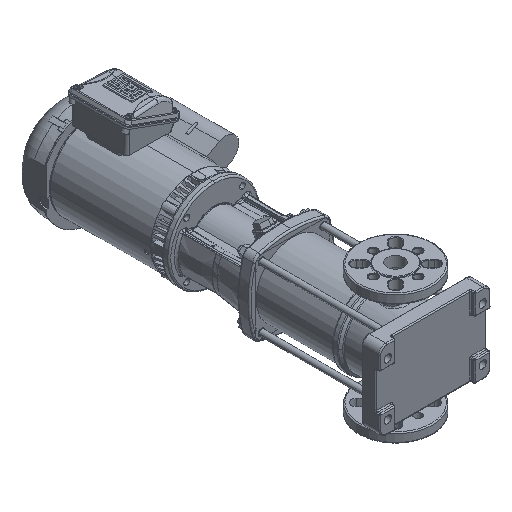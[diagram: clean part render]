
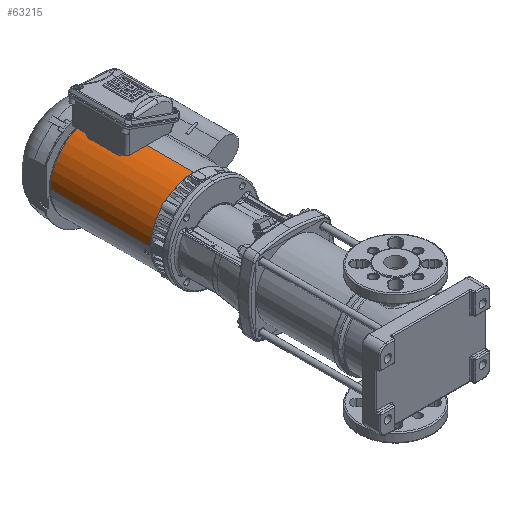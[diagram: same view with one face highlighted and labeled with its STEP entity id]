
A CAD part, isometric view. The second image highlights one B-rep face of the part: STEP entity #63215.
In plain terms, the highlighted cylindrical face has radius 81.875 mm (diameter 163.75 mm), a partial arc.
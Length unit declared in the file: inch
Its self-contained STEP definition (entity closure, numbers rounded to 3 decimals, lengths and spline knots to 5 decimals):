
#3849 = DIRECTION ( 'NONE',  ( 1., 0., 0. ) ) ;
#4113 = CARTESIAN_POINT ( 'NONE',  ( 0., -3.22343, 0.00056 ) ) ;
#7619 = CYLINDRICAL_SURFACE ( 'NONE', #62537, 3.22343 ) ;
#15276 = DIRECTION ( 'NONE',  ( -1., 0., 0. ) ) ;
#17639 = AXIS2_PLACEMENT_3D ( 'NONE', #31904, #106219, #65470 ) ;
#17878 = ORIENTED_EDGE ( 'NONE', *, *, #26515, .T. ) ;
#20203 = VERTEX_POINT ( 'NONE', #51997 ) ;
#22845 = DIRECTION ( 'NONE',  ( 0., 0., 1. ) ) ;
#23188 = VERTEX_POINT ( 'NONE', #4113 ) ;
#23654 = CARTESIAN_POINT ( 'NONE',  ( 21.34368, -3.22343, 0.00056 ) ) ;
#26515 = EDGE_CURVE ( 'NONE', #30924, #20203, #72766, .T. ) ;
#27736 = EDGE_CURVE ( 'NONE', #20203, #46040, #43371, .T. ) ;
#30753 = DIRECTION ( 'NONE',  ( -1., 0., 0. ) ) ;
#30924 = VERTEX_POINT ( 'NONE', #85904 ) ;
#31904 = CARTESIAN_POINT ( 'NONE',  ( 0., 0., 0. ) ) ;
#32067 = FACE_OUTER_BOUND ( 'NONE', #93251, .T. ) ;
#35895 = CARTESIAN_POINT ( 'NONE',  ( -7.48031, 0., 0. ) ) ;
#40182 = CARTESIAN_POINT ( 'NONE',  ( 21.34368, 0., 0. ) ) ;
#43371 = CIRCLE ( 'NONE', #64094, 3.22343 ) ;
#46040 = VERTEX_POINT ( 'NONE', #101935 ) ;
#47777 = DIRECTION ( 'NONE',  ( -1., 0., 0. ) ) ;
#50877 = ORIENTED_EDGE ( 'NONE', *, *, #72002, .T. ) ;
#51997 = CARTESIAN_POINT ( 'NONE',  ( -7.48031, 0., 3.22343 ) ) ;
#57112 = VECTOR ( 'NONE', #15276, 39.37008 ) ;
#62521 = CARTESIAN_POINT ( 'NONE',  ( 21.34368, 0., 3.22343 ) ) ;
#62537 = AXIS2_PLACEMENT_3D ( 'NONE', #40182, #47777, #22845 ) ;
#63215 = ADVANCED_FACE ( 'NONE', ( #32067 ), #7619, .T. ) ;
#64094 = AXIS2_PLACEMENT_3D ( 'NONE', #35895, #3849, #68402 ) ;
#65470 = DIRECTION ( 'NONE',  ( 0., 0., -1. ) ) ;
#68402 = DIRECTION ( 'NONE',  ( 0., 0., 1. ) ) ;
#72002 = EDGE_CURVE ( 'NONE', #23188, #30924, #88631, .T. ) ;
#72766 = LINE ( 'NONE', #62521, #57112 ) ;
#85904 = CARTESIAN_POINT ( 'NONE',  ( 0., 0., 3.22343 ) ) ;
#88631 = CIRCLE ( 'NONE', #17639, 3.22343 ) ;
#91520 = VECTOR ( 'NONE', #30753, 39.37008 ) ;
#93251 = EDGE_LOOP ( 'NONE', ( #50877, #17878, #100208, #96149 ) ) ;
#96149 = ORIENTED_EDGE ( 'NONE', *, *, #100442, .F. ) ;
#100208 = ORIENTED_EDGE ( 'NONE', *, *, #27736, .T. ) ;
#100442 = EDGE_CURVE ( 'NONE', #23188, #46040, #104524, .T. ) ;
#101935 = CARTESIAN_POINT ( 'NONE',  ( -7.48031, -3.22343, 0.00056 ) ) ;
#104524 = LINE ( 'NONE', #23654, #91520 ) ;
#106219 = DIRECTION ( 'NONE',  ( -1., 0., 0. ) ) ;
